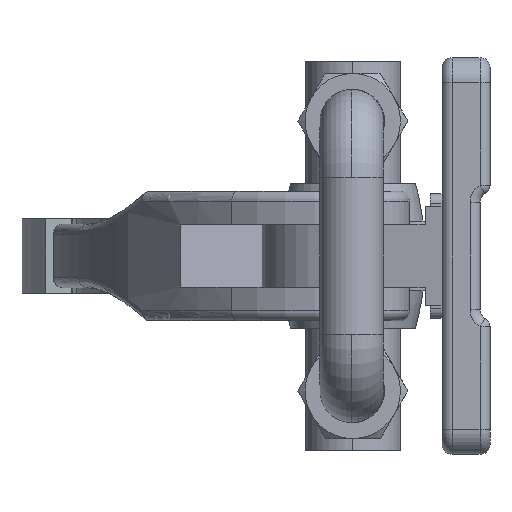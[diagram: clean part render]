
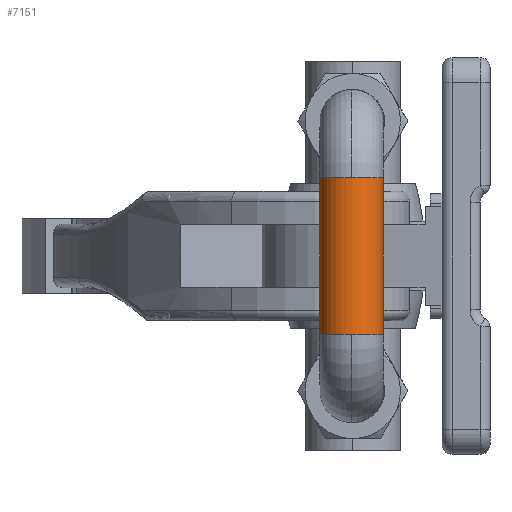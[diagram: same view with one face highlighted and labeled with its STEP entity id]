
A CAD part, left-side view. The second image highlights one B-rep face of the part: STEP entity #7151.
In plain terms, the highlighted cylindrical face has radius 6.35 mm (diameter 12.7 mm), a partial arc.
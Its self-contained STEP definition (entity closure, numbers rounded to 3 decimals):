
#129 = CYLINDRICAL_SURFACE ( 'NONE', #773, 6.35 ) ;
#250 = ORIENTED_EDGE ( 'NONE', *, *, #6518, .F. ) ;
#374 = ORIENTED_EDGE ( 'NONE', *, *, #3122, .T. ) ;
#471 = CARTESIAN_POINT ( 'NONE',  ( -101.403, 34.031, 15.65 ) ) ;
#645 = AXIS2_PLACEMENT_3D ( 'NONE', #10589, #4611, #11596 ) ;
#773 = AXIS2_PLACEMENT_3D ( 'NONE', #7980, #3029, #1030 ) ;
#1020 = CIRCLE ( 'NONE', #645, 6.35 ) ;
#1030 = DIRECTION ( 'NONE',  ( 0.002, 1., 0. ) ) ;
#1311 = VERTEX_POINT ( 'NONE', #471 ) ;
#1519 = EDGE_CURVE ( 'NONE', #1311, #5021, #8414, .T. ) ;
#1745 = CARTESIAN_POINT ( 'NONE',  ( -101.432, 21.331, 15.65 ) ) ;
#1910 = DIRECTION ( 'NONE',  ( 0., 0., -1. ) ) ;
#2166 = EDGE_CURVE ( 'NONE', #5613, #10749, #7136, .T. ) ;
#2342 = AXIS2_PLACEMENT_3D ( 'NONE', #8560, #2600, #9570 ) ;
#2600 = DIRECTION ( 'NONE',  ( 0., 0., 1. ) ) ;
#3029 = DIRECTION ( 'NONE',  ( 0., 0., -1. ) ) ;
#3030 = CARTESIAN_POINT ( 'NONE',  ( -101.418, 27.681, 15.65 ) ) ;
#3118 = FACE_OUTER_BOUND ( 'NONE', #5884, .T. ) ;
#3122 = EDGE_CURVE ( 'NONE', #5021, #4708, #6654, .T. ) ;
#3227 = VERTEX_POINT ( 'NONE', #3773 ) ;
#3742 = DIRECTION ( 'NONE',  ( 0., 0., 1. ) ) ;
#3766 = DIRECTION ( 'NONE',  ( 0., 0., -1. ) ) ;
#3773 = CARTESIAN_POINT ( 'NONE',  ( -107.768, 27.695, 15.65 ) ) ;
#3882 = CARTESIAN_POINT ( 'NONE',  ( -101.403, 34.031, 15.65 ) ) ;
#4025 = DIRECTION ( 'NONE',  ( 0.002, 1., 0. ) ) ;
#4540 = CIRCLE ( 'NONE', #7001, 6.35 ) ;
#4611 = DIRECTION ( 'NONE',  ( 0., 0., 1. ) ) ;
#4708 = VERTEX_POINT ( 'NONE', #11677 ) ;
#5021 = VERTEX_POINT ( 'NONE', #11845 ) ;
#5427 = AXIS2_PLACEMENT_3D ( 'NONE', #3030, #9995, #4025 ) ;
#5613 = VERTEX_POINT ( 'NONE', #12581 ) ;
#5884 = EDGE_LOOP ( 'NONE', ( #9874, #250, #11256, #10318, #374, #10861 ) ) ;
#6518 = EDGE_CURVE ( 'NONE', #3227, #5613, #7954, .T. ) ;
#6654 = CIRCLE ( 'NONE', #2342, 6.35 ) ;
#7001 = AXIS2_PLACEMENT_3D ( 'NONE', #9706, #3742, #10717 ) ;
#7136 = LINE ( 'NONE', #1745, #12470 ) ;
#7151 = ADVANCED_FACE ( 'NONE', ( #3118 ), #129, .T. ) ;
#7954 = CIRCLE ( 'NONE', #5427, 6.35 ) ;
#7980 = CARTESIAN_POINT ( 'NONE',  ( -101.418, 27.681, 15.65 ) ) ;
#8414 = LINE ( 'NONE', #3882, #11094 ) ;
#8560 = CARTESIAN_POINT ( 'NONE',  ( -101.418, 27.681, -15.65 ) ) ;
#9570 = DIRECTION ( 'NONE',  ( 0.002, 1., 0. ) ) ;
#9706 = CARTESIAN_POINT ( 'NONE',  ( -101.418, 27.681, -15.65 ) ) ;
#9709 = EDGE_CURVE ( 'NONE', #4708, #10749, #4540, .T. ) ;
#9727 = CARTESIAN_POINT ( 'NONE',  ( -101.432, 21.331, -15.65 ) ) ;
#9874 = ORIENTED_EDGE ( 'NONE', *, *, #2166, .F. ) ;
#9995 = DIRECTION ( 'NONE',  ( 0., 0., 1. ) ) ;
#10318 = ORIENTED_EDGE ( 'NONE', *, *, #1519, .T. ) ;
#10589 = CARTESIAN_POINT ( 'NONE',  ( -101.418, 27.681, 15.65 ) ) ;
#10717 = DIRECTION ( 'NONE',  ( 0.002, 1., 0. ) ) ;
#10749 = VERTEX_POINT ( 'NONE', #9727 ) ;
#10861 = ORIENTED_EDGE ( 'NONE', *, *, #9709, .T. ) ;
#11094 = VECTOR ( 'NONE', #1910, 1000. ) ;
#11256 = ORIENTED_EDGE ( 'NONE', *, *, #12775, .F. ) ;
#11596 = DIRECTION ( 'NONE',  ( 0.002, 1., 0. ) ) ;
#11677 = CARTESIAN_POINT ( 'NONE',  ( -107.768, 27.695, -15.65 ) ) ;
#11845 = CARTESIAN_POINT ( 'NONE',  ( -101.403, 34.031, -15.65 ) ) ;
#12470 = VECTOR ( 'NONE', #3766, 1000. ) ;
#12581 = CARTESIAN_POINT ( 'NONE',  ( -101.432, 21.331, 15.65 ) ) ;
#12775 = EDGE_CURVE ( 'NONE', #1311, #3227, #1020, .T. ) ;
